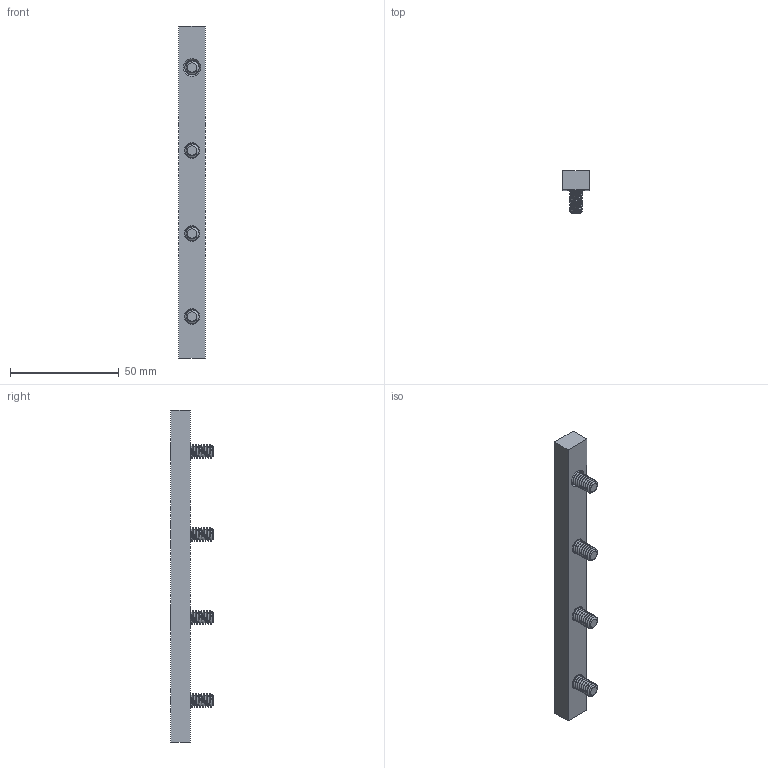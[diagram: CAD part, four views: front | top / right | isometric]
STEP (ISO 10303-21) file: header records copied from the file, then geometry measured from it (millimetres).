
FILE_DESCRIPTION (( 'STEP AP214' ), '1' );
FILE_NAME ('33160.STEP', '2018-04-17T13:12:01', ( 'Mike W' ), ( '' ), 'SwSTEP 2.0', 'SolidWorks 2017', '' );
FILE_SCHEMA (( 'AUTOMOTIVE_DESIGN' ));
Length unit declared in the file: inch
Products named in the file (3): 142012 SHCS_142012 SHCS; 33160; 331601_331601
Assembly tree (5 placements, depth 2):
  33160
    331601_331601
    142012 SHCS_142012 SHCS  x4
Bounding box: 12.19 x 19.43 x 152.4 mm (x, y, z)
Volume: 16623.2 mm3; surface area: 10328.2 mm2
Topology: 5 solids, 5 shells, 308 faces, 784 edges, 498 vertices
Faces by surface type: cylinder 188, cone 62, plane 50, bspline 8
Entity records: 4330 total; most frequent: CARTESIAN_POINT 1941, ORIENTED_EDGE 512, DIRECTION 444, EDGE_CURVE 256, AXIS2_PLACEMENT_3D 173, VERTEX_POINT 162, EDGE_LOOP 118, FACE_OUTER_BOUND 104
